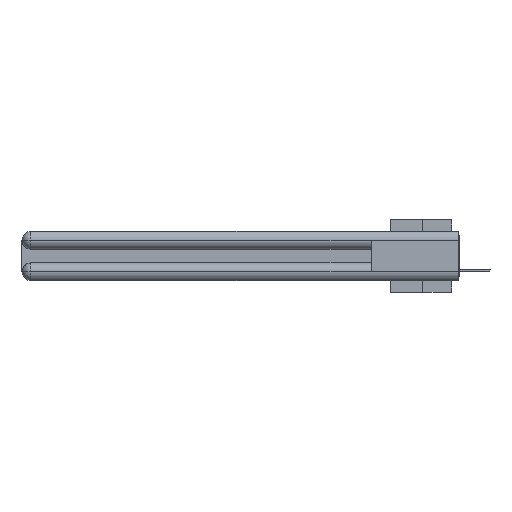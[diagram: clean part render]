
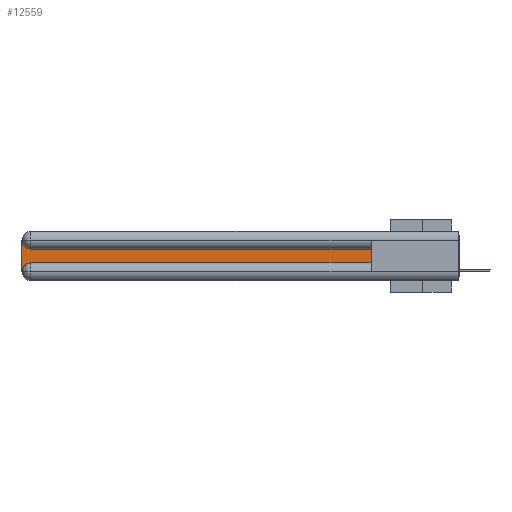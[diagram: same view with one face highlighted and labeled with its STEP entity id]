
A CAD part, left-side view. The second image highlights one B-rep face of the part: STEP entity #12559.
In plain terms, the highlighted planar face has unit normal (-1, 0, 0).
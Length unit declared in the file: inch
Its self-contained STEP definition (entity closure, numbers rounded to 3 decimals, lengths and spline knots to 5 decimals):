
#407 = AXIS2_PLACEMENT_3D ( 'NONE', #11669, #11805, #30757 ) ;
#921 = CARTESIAN_POINT ( 'NONE',  ( 0.075, 0.6, -0.1225 ) ) ;
#1336 = CARTESIAN_POINT ( 'NONE',  ( 0.075, 0.6, -0.2175 ) ) ;
#2275 = VERTEX_POINT ( 'NONE', #20202 ) ;
#3537 = DIRECTION ( 'NONE',  ( 0., 1., 0. ) ) ;
#4607 = DIRECTION ( 'NONE',  ( 1., 0., 0. ) ) ;
#6001 = VERTEX_POINT ( 'NONE', #22610 ) ;
#6122 = VECTOR ( 'NONE', #22962, 39.37008 ) ;
#6246 = VERTEX_POINT ( 'NONE', #23656 ) ;
#6286 = EDGE_CURVE ( 'NONE', #32129, #17187, #22859, .T. ) ;
#7062 = CARTESIAN_POINT ( 'NONE',  ( 0.075, 3., -0.1225 ) ) ;
#9313 = EDGE_CURVE ( 'NONE', #18872, #32129, #11568, .T. ) ;
#9615 = EDGE_CURVE ( 'NONE', #6001, #6246, #24742, .T. ) ;
#9776 = CARTESIAN_POINT ( 'NONE',  ( 0.075, 0.6, -0.2175 ) ) ;
#11544 = CARTESIAN_POINT ( 'NONE',  ( 0.075, 3., -0.0625 ) ) ;
#11568 = LINE ( 'NONE', #921, #26030 ) ;
#11669 = CARTESIAN_POINT ( 'NONE',  ( 0.075, 2.94, -0.0625 ) ) ;
#11805 = DIRECTION ( 'NONE',  ( 1., 0., 0. ) ) ;
#12559 = ADVANCED_FACE ( 'NONE', ( #30875 ), #20179, .F. ) ;
#14051 = ORIENTED_EDGE ( 'NONE', *, *, #9313, .T. ) ;
#14679 = CARTESIAN_POINT ( 'NONE',  ( 0.075, 3., -0.2175 ) ) ;
#16795 = EDGE_CURVE ( 'NONE', #17187, #6001, #31114, .T. ) ;
#16876 = CARTESIAN_POINT ( 'NONE',  ( 0.075, 2.94, -0.1225 ) ) ;
#17187 = VERTEX_POINT ( 'NONE', #11544 ) ;
#18239 = EDGE_CURVE ( 'NONE', #6246, #2275, #19537, .T. ) ;
#18468 = ORIENTED_EDGE ( 'NONE', *, *, #9615, .T. ) ;
#18872 = VERTEX_POINT ( 'NONE', #20713 ) ;
#19537 = LINE ( 'NONE', #9776, #33510 ) ;
#19644 = ORIENTED_EDGE ( 'NONE', *, *, #16795, .T. ) ;
#20179 = PLANE ( 'NONE',  #28442 ) ;
#20202 = CARTESIAN_POINT ( 'NONE',  ( 0.075, 0.6, -0.2175 ) ) ;
#20294 = DIRECTION ( 'NONE',  ( 1., 0., 0. ) ) ;
#20713 = CARTESIAN_POINT ( 'NONE',  ( 0.075, 0.6, -0.1225 ) ) ;
#20774 = CARTESIAN_POINT ( 'NONE',  ( 0.075, 2.94, -0.2775 ) ) ;
#20900 = ORIENTED_EDGE ( 'NONE', *, *, #23676, .T. ) ;
#22610 = CARTESIAN_POINT ( 'NONE',  ( 0.075, 3., -0.2775 ) ) ;
#22859 = CIRCLE ( 'NONE', #407, 0.06 ) ;
#22885 = DIRECTION ( 'NONE',  ( 0., 0., -1. ) ) ;
#22962 = DIRECTION ( 'NONE',  ( 0., 0., 1. ) ) ;
#23506 = DIRECTION ( 'NONE',  ( 0., 0., -1. ) ) ;
#23656 = CARTESIAN_POINT ( 'NONE',  ( 0.075, 2.94, -0.2175 ) ) ;
#23676 = EDGE_CURVE ( 'NONE', #2275, #18872, #31977, .T. ) ;
#24742 = CIRCLE ( 'NONE', #34230, 0.06 ) ;
#25563 = ORIENTED_EDGE ( 'NONE', *, *, #18239, .T. ) ;
#26030 = VECTOR ( 'NONE', #3537, 39.37008 ) ;
#27419 = ORIENTED_EDGE ( 'NONE', *, *, #6286, .T. ) ;
#28442 = AXIS2_PLACEMENT_3D ( 'NONE', #7062, #20294, #28736 ) ;
#28736 = DIRECTION ( 'NONE',  ( 0., 0., -1. ) ) ;
#30757 = DIRECTION ( 'NONE',  ( 0., 0., -1. ) ) ;
#30875 = FACE_OUTER_BOUND ( 'NONE', #32912, .T. ) ;
#31114 = LINE ( 'NONE', #14679, #34071 ) ;
#31977 = LINE ( 'NONE', #1336, #6122 ) ;
#32129 = VERTEX_POINT ( 'NONE', #16876 ) ;
#32912 = EDGE_LOOP ( 'NONE', ( #14051, #27419, #19644, #18468, #25563, #20900 ) ) ;
#33510 = VECTOR ( 'NONE', #34138, 39.37008 ) ;
#34071 = VECTOR ( 'NONE', #22885, 39.37008 ) ;
#34138 = DIRECTION ( 'NONE',  ( 0., -1., 0. ) ) ;
#34230 = AXIS2_PLACEMENT_3D ( 'NONE', #20774, #4607, #23506 ) ;
